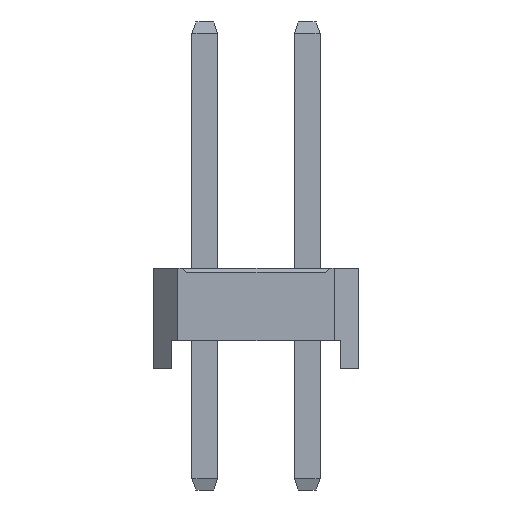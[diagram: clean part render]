
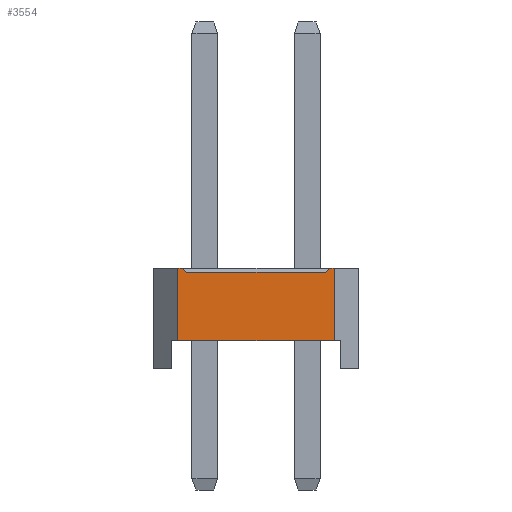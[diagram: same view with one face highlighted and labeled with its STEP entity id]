
A CAD part, left-side view. The second image highlights one B-rep face of the part: STEP entity #3554.
In plain terms, the highlighted planar face has unit normal (-1, 0, 0).
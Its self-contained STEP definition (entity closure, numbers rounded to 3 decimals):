
#3554=ADVANCED_FACE('',(#14562),#14564,.T.);
#14562=FACE_BOUND('',#14563,.T.);
#14563=EDGE_LOOP('',(#23173,#23174,#23175,#23176,#23177,#23178,#23179,#23180));
#14564=PLANE('',#14565);
#14565=AXIS2_PLACEMENT_3D('',#14566,#14567,#14568);
#14566=CARTESIAN_POINT('',(-1.27,3.21,0.));
#14567=DIRECTION('',(-1.,0.,0.));
#14568=DIRECTION('',(0.,-1.,0.));
#23173=ORIENTED_EDGE('',*,*,#28534,.F.);
#23174=ORIENTED_EDGE('',*,*,#28535,.T.);
#23175=ORIENTED_EDGE('',*,*,#28536,.F.);
#23176=ORIENTED_EDGE('',*,*,#27378,.F.);
#23177=ORIENTED_EDGE('',*,*,#28537,.F.);
#23178=ORIENTED_EDGE('',*,*,#26952,.T.);
#23179=ORIENTED_EDGE('',*,*,#28533,.T.);
#23180=ORIENTED_EDGE('',*,*,#27382,.F.);
#26952=EDGE_CURVE('',#30024,#30022,#30025,.T.);
#27378=EDGE_CURVE('',#30874,#30876,#30877,.T.);
#27382=EDGE_CURVE('',#30882,#30884,#30885,.T.);
#28533=EDGE_CURVE('',#30022,#30884,#32797,.T.);
#28534=EDGE_CURVE('',#32798,#30882,#32799,.F.);
#28535=EDGE_CURVE('',#32798,#32800,#32801,.T.);
#28536=EDGE_CURVE('',#30876,#32800,#32802,.F.);
#28537=EDGE_CURVE('',#30024,#30874,#32803,.T.);
#30022=VERTEX_POINT('',#35006);
#30024=VERTEX_POINT('',#35010);
#30025=LINE('',#35011,#35012);
#30874=VERTEX_POINT('',#36710);
#30876=VERTEX_POINT('',#36714);
#30877=LINE('',#36715,#36716);
#30882=VERTEX_POINT('',#36726);
#30884=VERTEX_POINT('',#36730);
#30885=LINE('',#36731,#36732);
#32797=LINE('',#40945,#40946);
#32798=VERTEX_POINT('',#40948);
#32799=LINE('',#40949,#40950);
#32800=VERTEX_POINT('',#40952);
#32801=LINE('',#40953,#40954);
#32802=LINE('',#40956,#40957);
#32803=LINE('',#40959,#40960);
#35006=CARTESIAN_POINT('',(-1.27,-0.67,0.7));
#35010=CARTESIAN_POINT('',(-1.27,3.21,0.7));
#35011=CARTESIAN_POINT('',(-1.27,3.21,0.7));
#35012=VECTOR('',#35013,1.);
#35013=DIRECTION('',(0.,-1.,0.));
#36710=CARTESIAN_POINT('',(-1.27,3.21,2.5));
#36714=CARTESIAN_POINT('',(-1.27,3.09,2.5));
#36715=CARTESIAN_POINT('',(-1.27,3.21,2.5));
#36716=VECTOR('',#36717,1.);
#36717=DIRECTION('',(0.,-1.,0.));
#36726=CARTESIAN_POINT('',(-1.27,-0.55,2.5));
#36730=CARTESIAN_POINT('',(-1.27,-0.67,2.5));
#36731=CARTESIAN_POINT('',(-1.27,-0.55,2.5));
#36732=VECTOR('',#36733,1.);
#36733=DIRECTION('',(0.,-1.,0.));
#40945=CARTESIAN_POINT('',(-1.27,-0.67,0.7));
#40946=VECTOR('',#40947,1.);
#40947=DIRECTION('',(0.,0.,1.));
#40948=CARTESIAN_POINT('',(-1.27,-0.45,2.4));
#40949=CARTESIAN_POINT('',(-1.27,-0.55,2.5));
#40950=VECTOR('',#40951,1.);
#40951=DIRECTION('',(0.,0.707,-0.707));
#40952=CARTESIAN_POINT('',(-1.27,2.99,2.4));
#40953=CARTESIAN_POINT('',(-1.27,-0.45,2.4));
#40954=VECTOR('',#40955,1.);
#40955=DIRECTION('',(0.,1.,0.));
#40956=CARTESIAN_POINT('',(-1.27,2.99,2.4));
#40957=VECTOR('',#40958,1.);
#40958=DIRECTION('',(0.,0.707,0.707));
#40959=CARTESIAN_POINT('',(-1.27,3.21,0.7));
#40960=VECTOR('',#40961,1.);
#40961=DIRECTION('',(0.,0.,1.));
